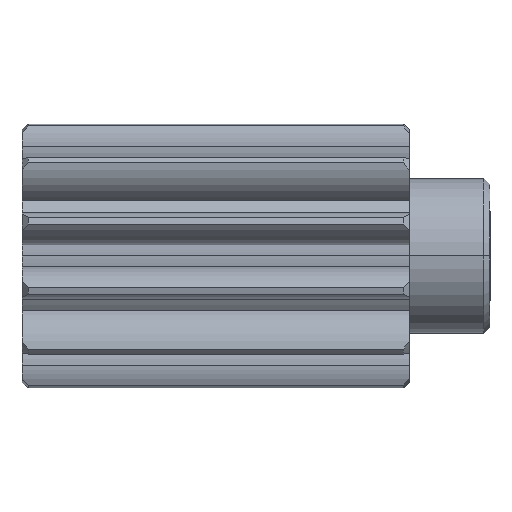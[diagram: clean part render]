
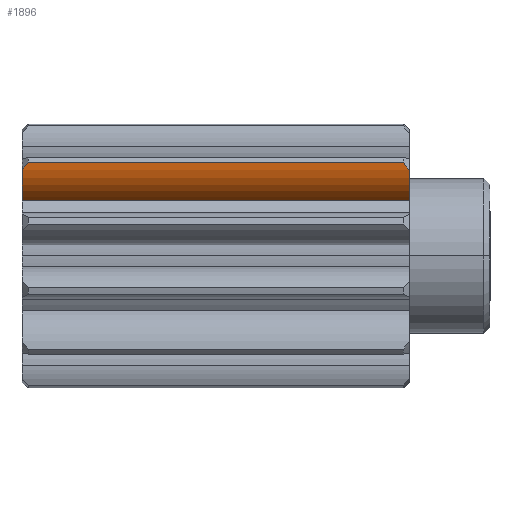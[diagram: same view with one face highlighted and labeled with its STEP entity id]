
A CAD part, top view. The second image highlights one B-rep face of the part: STEP entity #1896.
In plain terms, the highlighted cylindrical face has radius 1.905 mm (diameter 3.81 mm), a partial arc.
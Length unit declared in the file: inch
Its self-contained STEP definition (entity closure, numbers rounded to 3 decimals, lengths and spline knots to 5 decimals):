
#56 = CARTESIAN_POINT ( 'NONE',  ( -0.24, 0.15069, 0.15856 ) ) ;
#123 = LINE ( 'NONE', #1086, #3020 ) ;
#171 = AXIS2_PLACEMENT_3D ( 'NONE', #1599, #2567, #392 ) ;
#174 = DIRECTION ( 'NONE',  ( -1., 0., 0. ) ) ;
#221 = EDGE_CURVE ( 'NONE', #2171, #1671, #3049, .T. ) ;
#373 = DIRECTION ( 'NONE',  ( -1., 0., 0. ) ) ;
#392 = DIRECTION ( 'NONE',  ( 0., 0., 1. ) ) ;
#401 = CARTESIAN_POINT ( 'NONE',  ( -0.25, 0.13791, 0.15671 ) ) ;
#425 = ORIENTED_EDGE ( 'NONE', *, *, #644, .T. ) ;
#623 = CARTESIAN_POINT ( 'NONE',  ( 0.36822, 0.14629, 0.15831 ) ) ;
#635 = CYLINDRICAL_SURFACE ( 'NONE', #171, 0.075 ) ;
#643 = CARTESIAN_POINT ( 'NONE',  ( -0.24, 0.15069, 0.15856 ) ) ;
#644 = EDGE_CURVE ( 'NONE', #2171, #2157, #1353, .T. ) ;
#880 = CARTESIAN_POINT ( 'NONE',  ( -0.3937, 0.15069, 0.15856 ) ) ;
#881 = CARTESIAN_POINT ( 'NONE',  ( 0.365, 0.15069, 0.15856 ) ) ;
#984 = CIRCLE ( 'NONE', #2758, 0.075 ) ;
#1007 = VECTOR ( 'NONE', #1846, 39.37008 ) ;
#1067 = ORIENTED_EDGE ( 'NONE', *, *, #1940, .T. ) ;
#1086 = CARTESIAN_POINT ( 'NONE',  ( 0.375, 0.08863, 0.11853 ) ) ;
#1098 = AXIS2_PLACEMENT_3D ( 'NONE', #2548, #373, #1335 ) ;
#1136 = DIRECTION ( 'NONE',  ( 0., 0., 1. ) ) ;
#1270 = B_SPLINE_CURVE_WITH_KNOTS ( 'NONE', 3,
 ( #1823, #2791, #623, #1587 ),
 .UNSPECIFIED., .F., .F.,
 ( 4, 4 ),
 ( 0., 0.00041 ),
 .UNSPECIFIED. ) ;
#1335 = DIRECTION ( 'NONE',  ( 0., 0., 1. ) ) ;
#1353 = B_SPLINE_CURVE_WITH_KNOTS ( 'NONE', 3,
 ( #643, #1609, #2574, #401 ),
 .UNSPECIFIED., .F., .F.,
 ( 4, 4 ),
 ( 0., 0.00041 ),
 .UNSPECIFIED. ) ;
#1359 = ORIENTED_EDGE ( 'NONE', *, *, #221, .F. ) ;
#1465 = ORIENTED_EDGE ( 'NONE', *, *, #1611, .T. ) ;
#1587 = CARTESIAN_POINT ( 'NONE',  ( 0.365, 0.15069, 0.15856 ) ) ;
#1599 = CARTESIAN_POINT ( 'NONE',  ( 0.375, 0.15505, 0.08369 ) ) ;
#1609 = CARTESIAN_POINT ( 'NONE',  ( -0.24322, 0.14629, 0.15831 ) ) ;
#1611 = EDGE_CURVE ( 'NONE', #2743, #1671, #1270, .T. ) ;
#1671 = VERTEX_POINT ( 'NONE', #881 ) ;
#1823 = CARTESIAN_POINT ( 'NONE',  ( 0.375, 0.13791, 0.15671 ) ) ;
#1846 = DIRECTION ( 'NONE',  ( 1., 0., 0. ) ) ;
#1896 = ADVANCED_FACE ( 'NONE', ( #2805 ), #635, .T. ) ;
#1940 = EDGE_CURVE ( 'NONE', #2445, #2743, #984, .T. ) ;
#2048 = DIRECTION ( 'NONE',  ( 1., 0., 0. ) ) ;
#2157 = VERTEX_POINT ( 'NONE', #2460 ) ;
#2171 = VERTEX_POINT ( 'NONE', #56 ) ;
#2345 = CARTESIAN_POINT ( 'NONE',  ( 0.375, 0.15505, 0.08369 ) ) ;
#2436 = CARTESIAN_POINT ( 'NONE',  ( -0.25, 0.08863, 0.11853 ) ) ;
#2440 = CARTESIAN_POINT ( 'NONE',  ( 0.375, 0.08863, 0.11853 ) ) ;
#2445 = VERTEX_POINT ( 'NONE', #2440 ) ;
#2460 = CARTESIAN_POINT ( 'NONE',  ( -0.25, 0.13791, 0.15671 ) ) ;
#2473 = CIRCLE ( 'NONE', #1098, 0.075 ) ;
#2548 = CARTESIAN_POINT ( 'NONE',  ( -0.25, 0.15505, 0.08369 ) ) ;
#2567 = DIRECTION ( 'NONE',  ( -1., 0., 0. ) ) ;
#2574 = CARTESIAN_POINT ( 'NONE',  ( -0.24655, 0.14203, 0.15767 ) ) ;
#2608 = EDGE_CURVE ( 'NONE', #2979, #2445, #123, .T. ) ;
#2633 = EDGE_CURVE ( 'NONE', #2979, #2157, #2473, .T. ) ;
#2703 = ORIENTED_EDGE ( 'NONE', *, *, #2633, .F. ) ;
#2743 = VERTEX_POINT ( 'NONE', #3078 ) ;
#2758 = AXIS2_PLACEMENT_3D ( 'NONE', #2345, #174, #1136 ) ;
#2791 = CARTESIAN_POINT ( 'NONE',  ( 0.37155, 0.14203, 0.15767 ) ) ;
#2805 = FACE_OUTER_BOUND ( 'NONE', #3019, .T. ) ;
#2979 = VERTEX_POINT ( 'NONE', #2436 ) ;
#3019 = EDGE_LOOP ( 'NONE', ( #1359, #425, #2703, #3036, #1067, #1465 ) ) ;
#3020 = VECTOR ( 'NONE', #2048, 39.37008 ) ;
#3036 = ORIENTED_EDGE ( 'NONE', *, *, #2608, .T. ) ;
#3049 = LINE ( 'NONE', #880, #1007 ) ;
#3078 = CARTESIAN_POINT ( 'NONE',  ( 0.375, 0.13791, 0.15671 ) ) ;
